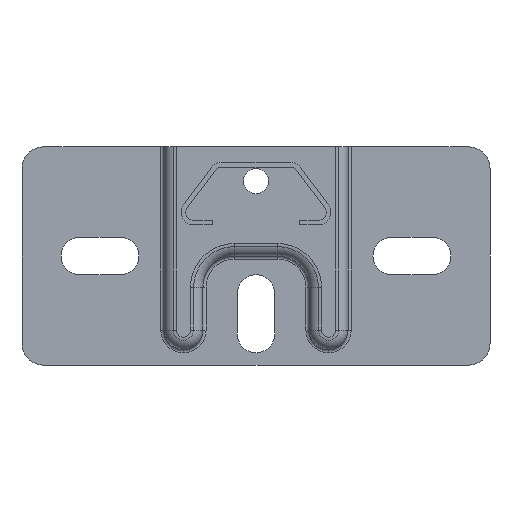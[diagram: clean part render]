
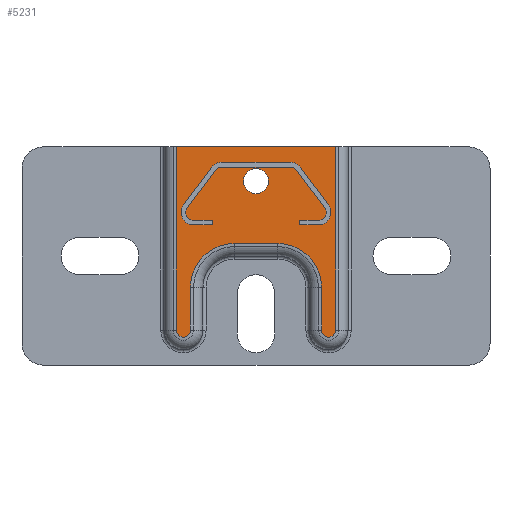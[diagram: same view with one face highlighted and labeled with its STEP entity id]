
A CAD part, front view. The second image highlights one B-rep face of the part: STEP entity #5231.
In plain terms, the highlighted planar face has unit normal (0, -1, 0).
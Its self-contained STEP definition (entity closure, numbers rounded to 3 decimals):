
#4 = CARTESIAN_POINT ( 'NONE',  ( -4., -9., 59. ) ) ;
#171 = CARTESIAN_POINT ( 'NONE',  ( 0., -9., 59. ) ) ;
#210 = VERTEX_POINT ( 'NONE', #2552 ) ;
#237 = ORIENTED_EDGE ( 'NONE', *, *, #3265, .T. ) ;
#304 = EDGE_CURVE ( 'NONE', #4710, #3290, #6126, .T. ) ;
#312 = CARTESIAN_POINT ( 'NONE',  ( -21., -9., 11.25 ) ) ;
#319 = VERTEX_POINT ( 'NONE', #4106 ) ;
#385 = AXIS2_PLACEMENT_3D ( 'NONE', #3307, #3691, #786 ) ;
#394 = EDGE_CURVE ( 'NONE', #6213, #2469, #5663, .T. ) ;
#532 = EDGE_CURVE ( 'NONE', #1839, #1724, #1414, .T. ) ;
#587 = DIRECTION ( 'NONE',  ( 0., 0., -1. ) ) ;
#617 = VERTEX_POINT ( 'NONE', #4831 ) ;
#786 = DIRECTION ( 'NONE',  ( -1., 0., 0. ) ) ;
#870 = ORIENTED_EDGE ( 'NONE', *, *, #1774, .T. ) ;
#875 = DIRECTION ( 'NONE',  ( 1., 0., 0. ) ) ;
#891 = DIRECTION ( 'NONE',  ( 0., 1., 0. ) ) ;
#938 = AXIS2_PLACEMENT_3D ( 'NONE', #950, #891, #875 ) ;
#950 = CARTESIAN_POINT ( 'NONE',  ( -7., -9., 25. ) ) ;
#954 = AXIS2_PLACEMENT_3D ( 'NONE', #2050, #5304, #2510 ) ;
#1349 = CIRCLE ( 'NONE', #1924, 2.25 ) ;
#1400 = ORIENTED_EDGE ( 'NONE', *, *, #2365, .T. ) ;
#1414 = LINE ( 'NONE', #2575, #5048 ) ;
#1417 = ORIENTED_EDGE ( 'NONE', *, *, #5800, .T. ) ;
#1466 = ORIENTED_EDGE ( 'NONE', *, *, #1540, .T. ) ;
#1540 = EDGE_CURVE ( 'NONE', #3290, #5872, #5924, .T. ) ;
#1558 = FACE_BOUND ( 'NONE', #3105, .T. ) ;
#1724 = VERTEX_POINT ( 'NONE', #6277 ) ;
#1774 = EDGE_CURVE ( 'NONE', #319, #2175, #2410, .T. ) ;
#1776 = LINE ( 'NONE', #5356, #5384 ) ;
#1839 = VERTEX_POINT ( 'NONE', #2271 ) ;
#1868 = CARTESIAN_POINT ( 'NONE',  ( -23.25, -9., 11.25 ) ) ;
#1899 = CARTESIAN_POINT ( 'NONE',  ( -25.5, -9., 11.25 ) ) ;
#1924 = AXIS2_PLACEMENT_3D ( 'NONE', #2613, #5877, #3076 ) ;
#2050 = CARTESIAN_POINT ( 'NONE',  ( 7., -9., 25. ) ) ;
#2067 = DIRECTION ( 'NONE',  ( 1., 0., 0. ) ) ;
#2175 = VERTEX_POINT ( 'NONE', #1899 ) ;
#2196 = CARTESIAN_POINT ( 'NONE',  ( 21., -9., 11.25 ) ) ;
#2271 = CARTESIAN_POINT ( 'NONE',  ( 25.5, -9., 11.25 ) ) ;
#2365 = EDGE_CURVE ( 'NONE', #5872, #210, #3808, .T. ) ;
#2373 = DIRECTION ( 'NONE',  ( 1., 0., 0. ) ) ;
#2410 = LINE ( 'NONE', #5284, #5840 ) ;
#2443 = CIRCLE ( 'NONE', #954, 14. ) ;
#2469 = VERTEX_POINT ( 'NONE', #4432 ) ;
#2510 = DIRECTION ( 'NONE',  ( 1., 0., 0. ) ) ;
#2552 = CARTESIAN_POINT ( 'NONE',  ( 7., -9., 39. ) ) ;
#2575 = CARTESIAN_POINT ( 'NONE',  ( 25.5, -9., 11.25 ) ) ;
#2586 = CARTESIAN_POINT ( 'NONE',  ( -23.25, -9., 11.25 ) ) ;
#2587 = DIRECTION ( 'NONE',  ( 0., 0., 1. ) ) ;
#2613 = CARTESIAN_POINT ( 'NONE',  ( 23.25, -9., 11.25 ) ) ;
#2620 = EDGE_CURVE ( 'NONE', #1724, #319, #1776, .T. ) ;
#3061 = DIRECTION ( 'NONE',  ( 1., 0., 0. ) ) ;
#3076 = DIRECTION ( 'NONE',  ( 1., 0., 0. ) ) ;
#3105 = EDGE_LOOP ( 'NONE', ( #5982, #4002 ) ) ;
#3265 = EDGE_CURVE ( 'NONE', #4603, #1839, #1349, .T. ) ;
#3290 = VERTEX_POINT ( 'NONE', #4487 ) ;
#3307 = CARTESIAN_POINT ( 'NONE',  ( 0., -9., 59. ) ) ;
#3603 = AXIS2_PLACEMENT_3D ( 'NONE', #2586, #5863, #3061 ) ;
#3691 = DIRECTION ( 'NONE',  ( 0., -1., 0. ) ) ;
#3804 = ORIENTED_EDGE ( 'NONE', *, *, #304, .T. ) ;
#3808 = LINE ( 'NONE', #4361, #6215 ) ;
#3921 = EDGE_LOOP ( 'NONE', ( #237, #4089, #6239, #870, #4046, #3804, #1466, #1400, #1417, #5931 ) ) ;
#3929 = CARTESIAN_POINT ( 'NONE',  ( -7., -9., 39. ) ) ;
#3941 = PLANE ( 'NONE',  #3603 ) ;
#3950 = DIRECTION ( 'NONE',  ( -1., 0., 0. ) ) ;
#4002 = ORIENTED_EDGE ( 'NONE', *, *, #5609, .F. ) ;
#4046 = ORIENTED_EDGE ( 'NONE', *, *, #4872, .T. ) ;
#4089 = ORIENTED_EDGE ( 'NONE', *, *, #532, .T. ) ;
#4106 = CARTESIAN_POINT ( 'NONE',  ( -25.5, -9., 70. ) ) ;
#4130 = AXIS2_PLACEMENT_3D ( 'NONE', #171, #4490, #5070 ) ;
#4349 = AXIS2_PLACEMENT_3D ( 'NONE', #1868, #5140, #2373 ) ;
#4361 = CARTESIAN_POINT ( 'NONE',  ( -23.25, -9., 39. ) ) ;
#4432 = CARTESIAN_POINT ( 'NONE',  ( 4., -9., 59. ) ) ;
#4487 = CARTESIAN_POINT ( 'NONE',  ( -21., -9., 25. ) ) ;
#4490 = DIRECTION ( 'NONE',  ( 0., -1., 0. ) ) ;
#4520 = EDGE_CURVE ( 'NONE', #617, #4603, #6282, .T. ) ;
#4599 = CARTESIAN_POINT ( 'NONE',  ( 21., -9., 11.25 ) ) ;
#4603 = VERTEX_POINT ( 'NONE', #4599 ) ;
#4608 = CARTESIAN_POINT ( 'NONE',  ( -21., -9., 11.25 ) ) ;
#4658 = CIRCLE ( 'NONE', #385, 4. ) ;
#4710 = VERTEX_POINT ( 'NONE', #312 ) ;
#4813 = VECTOR ( 'NONE', #587, 1000. ) ;
#4826 = VECTOR ( 'NONE', #2587, 1000. ) ;
#4831 = CARTESIAN_POINT ( 'NONE',  ( 21., -9., 25. ) ) ;
#4872 = EDGE_CURVE ( 'NONE', #2175, #4710, #5579, .T. ) ;
#4880 = FACE_OUTER_BOUND ( 'NONE', #3921, .T. ) ;
#5048 = VECTOR ( 'NONE', #5717, 1000. ) ;
#5070 = DIRECTION ( 'NONE',  ( -1., 0., 0. ) ) ;
#5140 = DIRECTION ( 'NONE',  ( 0., -1., 0. ) ) ;
#5231 = ADVANCED_FACE ( 'NONE', ( #1558, #4880 ), #3941, .F. ) ;
#5284 = CARTESIAN_POINT ( 'NONE',  ( -25.5, -9., 11.25 ) ) ;
#5304 = DIRECTION ( 'NONE',  ( 0., 1., 0. ) ) ;
#5356 = CARTESIAN_POINT ( 'NONE',  ( -29.5, -9., 70. ) ) ;
#5384 = VECTOR ( 'NONE', #3950, 1000. ) ;
#5579 = CIRCLE ( 'NONE', #4349, 2.25 ) ;
#5609 = EDGE_CURVE ( 'NONE', #2469, #6213, #4658, .T. ) ;
#5663 = CIRCLE ( 'NONE', #4130, 4. ) ;
#5717 = DIRECTION ( 'NONE',  ( 0., 0., 1. ) ) ;
#5800 = EDGE_CURVE ( 'NONE', #210, #617, #2443, .T. ) ;
#5840 = VECTOR ( 'NONE', #5843, 1000. ) ;
#5843 = DIRECTION ( 'NONE',  ( 0., 0., -1. ) ) ;
#5863 = DIRECTION ( 'NONE',  ( 0., 1., 0. ) ) ;
#5872 = VERTEX_POINT ( 'NONE', #3929 ) ;
#5877 = DIRECTION ( 'NONE',  ( 0., -1., 0. ) ) ;
#5924 = CIRCLE ( 'NONE', #938, 14. ) ;
#5931 = ORIENTED_EDGE ( 'NONE', *, *, #4520, .T. ) ;
#5982 = ORIENTED_EDGE ( 'NONE', *, *, #394, .F. ) ;
#6126 = LINE ( 'NONE', #4608, #4826 ) ;
#6213 = VERTEX_POINT ( 'NONE', #4 ) ;
#6215 = VECTOR ( 'NONE', #2067, 1000. ) ;
#6239 = ORIENTED_EDGE ( 'NONE', *, *, #2620, .T. ) ;
#6277 = CARTESIAN_POINT ( 'NONE',  ( 25.5, -9., 70. ) ) ;
#6282 = LINE ( 'NONE', #2196, #4813 ) ;
